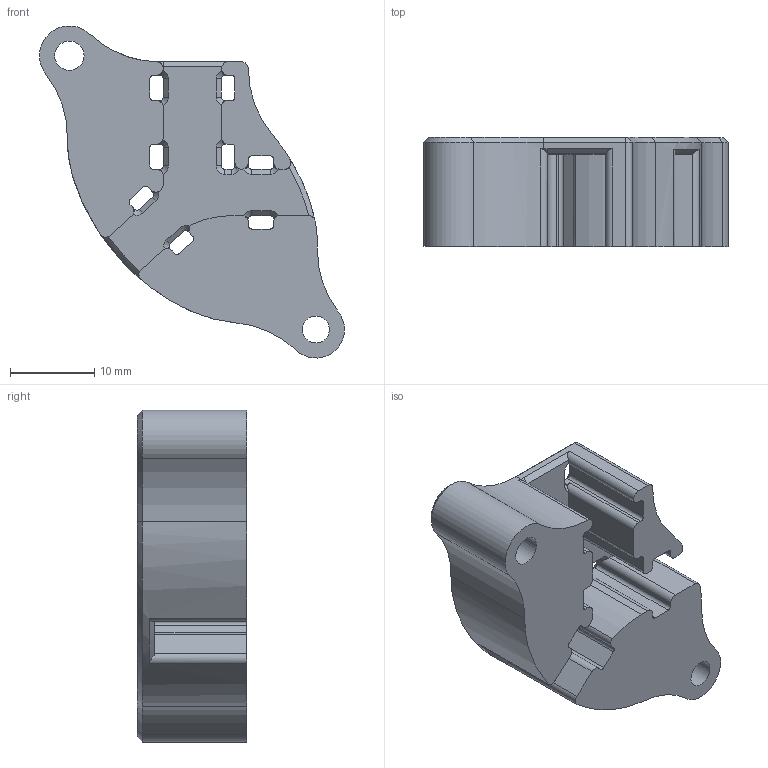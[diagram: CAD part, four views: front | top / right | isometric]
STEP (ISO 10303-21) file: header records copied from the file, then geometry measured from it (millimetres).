
FILE_DESCRIPTION(/* description */ (''),/* implementation_level */ '2;1');
FILE_NAME(/* name */ 'sailfin-strain-relief.step.step',/* time_stamp */ '2021-11-06T22:04:03-07:00',/* author */ (''),/* organization */ (''),/* preprocessor_version */ 'ST-DEVELOPER v18.1',/* originating_system */ 'Autodesk Translation Framework v10.10.0.1391',/* authorisation */ '');
FILE_SCHEMA (('AUTOMOTIVE_DESIGN { 1 0 10303 214 3 1 1 }'));
Length unit declared in the file: millimetre
Products named in the file (1): Strain relief for sailfin
Bounding box: 36.28 x 13 x 39.51 mm (x, y, z)
Volume: 7076.5 mm3; surface area: 4087.4 mm2
Topology: 1 solids, 1 shells, 254 faces, 668 edges, 408 vertices
Faces by surface type: plane 109, cylinder 64, cone 58, bspline 23
Full cylindrical faces by diameter (mm): 3.197 x1, 3.495 x1
Entity records: 8365 total; most frequent: CARTESIAN_POINT 2099, ORIENTED_EDGE 1336, DIRECTION 1275, EDGE_CURVE 668, AXIS2_PLACEMENT_3D 439, VERTEX_POINT 408, LINE 397, VECTOR 397
